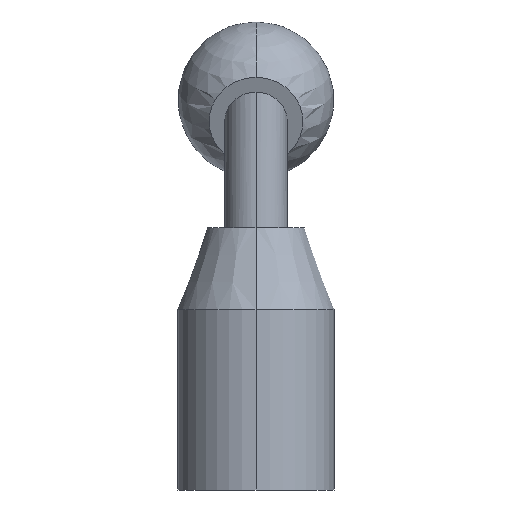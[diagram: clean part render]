
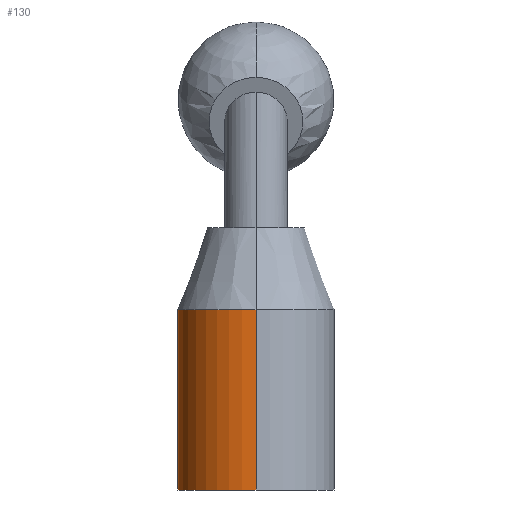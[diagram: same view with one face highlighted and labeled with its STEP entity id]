
A CAD part, left-side view. The second image highlights one B-rep face of the part: STEP entity #130.
In plain terms, the highlighted cylindrical face has radius 12.5 mm (diameter 25 mm), a partial arc.
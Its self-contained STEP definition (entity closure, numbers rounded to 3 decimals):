
#130=ADVANCED_FACE('',(#339),#340,.T.);
#132=VERTEX_POINT('',#342);
#136=EDGE_CURVE('',#132,#152,#346,.T.);
#152=VERTEX_POINT('',#364);
#170=EDGE_CURVE('',#232,#152,#383,.T.);
#228=EDGE_CURVE('',#240,#232,#449,.T.);
#232=VERTEX_POINT('',#454);
#240=VERTEX_POINT('',#463);
#278=EDGE_CURVE('',#132,#240,#509,.T.);
#339=FACE_OUTER_BOUND('',#598,.T.);
#340=CYLINDRICAL_SURFACE('',#599,12.5);
#342=CARTESIAN_POINT('',(12.5,0.0,0.0));
#346=CIRCLE('',#607,12.5);
#364=CARTESIAN_POINT('',(-12.5,0.,0.0));
#383=LINE('',#658,#659);
#449=CIRCLE('',#775,12.5);
#454=CARTESIAN_POINT('',(-12.5,0.,28.844));
#463=CARTESIAN_POINT('',(12.5,0.0,28.844));
#509=LINE('',#846,#847);
#598=EDGE_LOOP('',(#912,#913,#914,#915));
#599=AXIS2_PLACEMENT_3D('',#916,#917,#918);
#607=AXIS2_PLACEMENT_3D('',#922,#923,#924);
#658=CARTESIAN_POINT('',(-12.5,0.,14.422));
#659=VECTOR('',#968,1.0);
#775=AXIS2_PLACEMENT_3D('',#1052,#1053,#1054);
#846=CARTESIAN_POINT('',(12.5,0.,14.422));
#847=VECTOR('',#1126,1.0);
#912=ORIENTED_EDGE('',*,*,#278,.F.);
#913=ORIENTED_EDGE('',*,*,#136,.T.);
#914=ORIENTED_EDGE('',*,*,#170,.F.);
#915=ORIENTED_EDGE('',*,*,#228,.F.);
#916=CARTESIAN_POINT('',(0.0,0.0,14.422));
#917=DIRECTION('',(-0.0,-0.0,-1.0));
#918=DIRECTION('',(1.0,0.0,0.0));
#922=CARTESIAN_POINT('',(0.0,0.0,0.0));
#923=DIRECTION('',(0.0,0.0,1.0));
#924=DIRECTION('',(1.0,0.0,0.0));
#968=DIRECTION('',(-0.0,-0.0,-1.0));
#1052=CARTESIAN_POINT('',(0.0,0.0,28.844));
#1053=DIRECTION('',(0.0,0.0,1.0));
#1054=DIRECTION('',(1.0,0.0,0.0));
#1126=DIRECTION('',(0.0,0.0,1.0));
